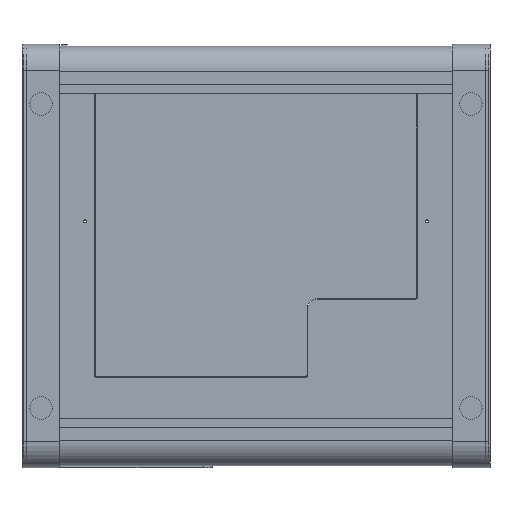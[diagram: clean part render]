
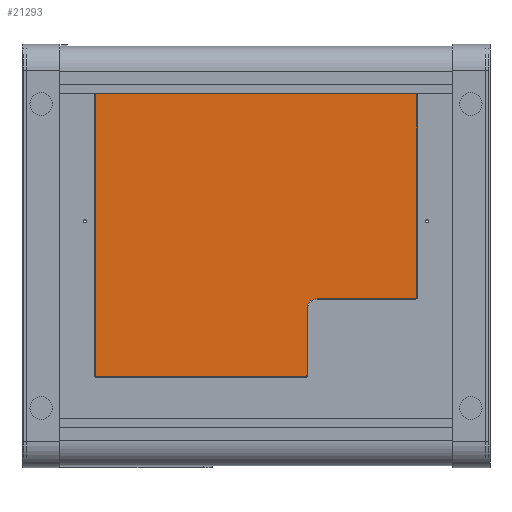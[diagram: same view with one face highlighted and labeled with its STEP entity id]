
A CAD part, front view. The second image highlights one B-rep face of the part: STEP entity #21293.
In plain terms, the highlighted planar face has unit normal (0, -1, 0).
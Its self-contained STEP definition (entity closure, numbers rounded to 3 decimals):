
#1042=PLANE('',#22598);
#1844=FACE_OUTER_BOUND('',#3076,.T.);
#3076=EDGE_LOOP('',(#15500,#15501,#15502,#15503,#15504,#15505,#15506,#15507,
#15508,#15509,#15510,#15511,#15512,#15513,#15514,#15515,#15516,#15517));
#4660=LINE('',#31466,#6908);
#4668=LINE('',#31483,#6916);
#4926=LINE('',#31952,#7174);
#4927=LINE('',#31956,#7175);
#4928=LINE('',#31965,#7176);
#4929=LINE('',#31969,#7177);
#4930=LINE('',#31973,#7178);
#4931=LINE('',#31979,#7179);
#6908=VECTOR('',#24989,1000.);
#6916=VECTOR('',#24999,1000.);
#7174=VECTOR('',#25457,1000.);
#7175=VECTOR('',#25460,1000.);
#7176=VECTOR('',#25469,1000.);
#7177=VECTOR('',#25472,1000.);
#7178=VECTOR('',#25475,1000.);
#7179=VECTOR('',#25482,1000.);
#8811=CIRCLE('',#22599,2.);
#8812=CIRCLE('',#22600,5.);
#8813=CIRCLE('',#22601,5.);
#8814=CIRCLE('',#22602,2.);
#8815=CIRCLE('',#22603,3.5);
#8816=CIRCLE('',#22604,2.5);
#8817=CIRCLE('',#22605,3.5);
#8818=CIRCLE('',#22606,13.);
#8819=CIRCLE('',#22607,3.5);
#8820=CIRCLE('',#22608,3.5);
#9896=VERTEX_POINT('',#31463);
#9897=VERTEX_POINT('',#31465);
#9904=VERTEX_POINT('',#31480);
#9905=VERTEX_POINT('',#31482);
#10013=VERTEX_POINT('',#31945);
#10016=VERTEX_POINT('',#31950);
#10017=VERTEX_POINT('',#31954);
#10018=VERTEX_POINT('',#31955);
#10019=VERTEX_POINT('',#31957);
#10020=VERTEX_POINT('',#31960);
#10021=VERTEX_POINT('',#31962);
#10022=VERTEX_POINT('',#31964);
#10023=VERTEX_POINT('',#31966);
#10024=VERTEX_POINT('',#31968);
#10025=VERTEX_POINT('',#31970);
#10026=VERTEX_POINT('',#31972);
#10027=VERTEX_POINT('',#31976);
#10028=VERTEX_POINT('',#31978);
#11957=EDGE_CURVE('',#9896,#9897,#4660,.T.);
#11965=EDGE_CURVE('',#9904,#9905,#4668,.T.);
#12223=EDGE_CURVE('',#10016,#10013,#4926,.T.);
#12224=EDGE_CURVE('',#10017,#10018,#4927,.T.);
#12225=EDGE_CURVE('',#10017,#10019,#8811,.T.);
#12226=EDGE_CURVE('',#10019,#10013,#8812,.T.);
#12227=EDGE_CURVE('',#10016,#10020,#8813,.T.);
#12228=EDGE_CURVE('',#10020,#10021,#8814,.T.);
#12229=EDGE_CURVE('',#10022,#10021,#4928,.T.);
#12230=EDGE_CURVE('',#10022,#10023,#8815,.T.);
#12231=EDGE_CURVE('',#10024,#10023,#4929,.T.);
#12232=EDGE_CURVE('',#10024,#10025,#8816,.T.);
#12233=EDGE_CURVE('',#10026,#10025,#4930,.T.);
#12234=EDGE_CURVE('',#10026,#9897,#8817,.T.);
#12235=EDGE_CURVE('',#9896,#9905,#8818,.T.);
#12236=EDGE_CURVE('',#9904,#10027,#8819,.T.);
#12237=EDGE_CURVE('',#10028,#10027,#4931,.T.);
#12238=EDGE_CURVE('',#10028,#10018,#8820,.T.);
#15500=ORIENTED_EDGE('',*,*,#12224,.F.);
#15501=ORIENTED_EDGE('',*,*,#12225,.T.);
#15502=ORIENTED_EDGE('',*,*,#12226,.T.);
#15503=ORIENTED_EDGE('',*,*,#12223,.F.);
#15504=ORIENTED_EDGE('',*,*,#12227,.T.);
#15505=ORIENTED_EDGE('',*,*,#12228,.T.);
#15506=ORIENTED_EDGE('',*,*,#12229,.F.);
#15507=ORIENTED_EDGE('',*,*,#12230,.T.);
#15508=ORIENTED_EDGE('',*,*,#12231,.F.);
#15509=ORIENTED_EDGE('',*,*,#12232,.T.);
#15510=ORIENTED_EDGE('',*,*,#12233,.F.);
#15511=ORIENTED_EDGE('',*,*,#12234,.T.);
#15512=ORIENTED_EDGE('',*,*,#11957,.F.);
#15513=ORIENTED_EDGE('',*,*,#12235,.T.);
#15514=ORIENTED_EDGE('',*,*,#11965,.F.);
#15515=ORIENTED_EDGE('',*,*,#12236,.T.);
#15516=ORIENTED_EDGE('',*,*,#12237,.F.);
#15517=ORIENTED_EDGE('',*,*,#12238,.T.);
#21293=ADVANCED_FACE('',(#1844),#1042,.F.);
#22598=AXIS2_PLACEMENT_3D('',#31953,#25458,#25459);
#22599=AXIS2_PLACEMENT_3D('',#31958,#25461,#25462);
#22600=AXIS2_PLACEMENT_3D('',#31959,#25463,#25464);
#22601=AXIS2_PLACEMENT_3D('',#31961,#25465,#25466);
#22602=AXIS2_PLACEMENT_3D('',#31963,#25467,#25468);
#22603=AXIS2_PLACEMENT_3D('',#31967,#25470,#25471);
#22604=AXIS2_PLACEMENT_3D('',#31971,#25473,#25474);
#22605=AXIS2_PLACEMENT_3D('',#31974,#25476,#25477);
#22606=AXIS2_PLACEMENT_3D('',#31975,#25478,#25479);
#22607=AXIS2_PLACEMENT_3D('',#31977,#25480,#25481);
#22608=AXIS2_PLACEMENT_3D('',#31980,#25483,#25484);
#24989=DIRECTION('',(0.,0.,-1.));
#24999=DIRECTION('',(-1.,0.,0.));
#25457=DIRECTION('',(1.,0.,0.));
#25458=DIRECTION('center_axis',(0.,1.,0.));
#25459=DIRECTION('ref_axis',(0.,0.,1.));
#25460=DIRECTION('',(-1.,0.,0.));
#25461=DIRECTION('center_axis',(0.,-1.,0.));
#25462=DIRECTION('ref_axis',(0.,0.,1.));
#25463=DIRECTION('center_axis',(0.,-1.,0.));
#25464=DIRECTION('ref_axis',(0.,0.,1.));
#25465=DIRECTION('center_axis',(0.,-1.,0.));
#25466=DIRECTION('ref_axis',(0.,0.,1.));
#25467=DIRECTION('center_axis',(0.,-1.,0.));
#25468=DIRECTION('ref_axis',(0.,0.,1.));
#25469=DIRECTION('',(-1.,0.,0.));
#25470=DIRECTION('center_axis',(0.,1.,0.));
#25471=DIRECTION('ref_axis',(0.,0.,1.));
#25472=DIRECTION('',(0.,0.,1.));
#25473=DIRECTION('center_axis',(0.,-1.,0.));
#25474=DIRECTION('ref_axis',(0.,0.,1.));
#25475=DIRECTION('',(-1.,0.,0.));
#25476=DIRECTION('center_axis',(0.,-1.,0.));
#25477=DIRECTION('ref_axis',(0.,0.,1.));
#25478=DIRECTION('center_axis',(0.,1.,0.));
#25479=DIRECTION('ref_axis',(0.,0.,1.));
#25480=DIRECTION('center_axis',(0.,-1.,0.));
#25481=DIRECTION('ref_axis',(0.,0.,1.));
#25482=DIRECTION('',(0.,0.,-1.));
#25483=DIRECTION('center_axis',(0.,1.,0.));
#25484=DIRECTION('ref_axis',(0.,0.,1.));
#31463=CARTESIAN_POINT('',(68.5,46.95,-69.98));
#31465=CARTESIAN_POINT('',(68.5,46.95,-157.48));
#31466=CARTESIAN_POINT('',(68.5,46.95,-56.98));
#31480=CARTESIAN_POINT('',(211.,46.95,-56.98));
#31482=CARTESIAN_POINT('',(81.5,46.95,-56.98));
#31483=CARTESIAN_POINT('',(241.,46.95,-56.98));
#31945=CARTESIAN_POINT('',(236.,46.95,279.85));
#31950=CARTESIAN_POINT('',(-236.,46.95,279.85));
#31952=CARTESIAN_POINT('',(-241.,46.95,279.85));
#31953=CARTESIAN_POINT('Origin',(0.,46.95,0.));
#31954=CARTESIAN_POINT('',(238.598,46.95,274.35));
#31955=CARTESIAN_POINT('',(218.,46.95,274.35));
#31956=CARTESIAN_POINT('',(214.5,46.95,274.35));
#31957=CARTESIAN_POINT('',(240.33,46.95,277.35));
#31958=CARTESIAN_POINT('Origin',(238.598,46.95,276.35));
#31959=CARTESIAN_POINT('Origin',(236.,46.95,274.85));
#31960=CARTESIAN_POINT('',(-240.33,46.95,277.35));
#31961=CARTESIAN_POINT('Origin',(-236.,46.95,274.85));
#31962=CARTESIAN_POINT('',(-238.598,46.95,274.35));
#31963=CARTESIAN_POINT('Origin',(-238.598,46.95,276.35));
#31964=CARTESIAN_POINT('',(-218.,46.95,274.35));
#31965=CARTESIAN_POINT('',(-241.,46.95,274.35));
#31966=CARTESIAN_POINT('',(-214.5,46.95,270.85));
#31967=CARTESIAN_POINT('Origin',(-218.,46.95,270.85));
#31968=CARTESIAN_POINT('',(-214.5,46.95,-158.48));
#31969=CARTESIAN_POINT('',(-214.5,46.95,274.35));
#31970=CARTESIAN_POINT('',(-212.,46.95,-160.98));
#31971=CARTESIAN_POINT('Origin',(-212.,46.95,-158.48));
#31972=CARTESIAN_POINT('',(65.,46.95,-160.98));
#31973=CARTESIAN_POINT('',(-214.5,46.95,-160.98));
#31974=CARTESIAN_POINT('Origin',(65.,46.95,-157.48));
#31975=CARTESIAN_POINT('Origin',(81.5,46.95,-69.98));
#31976=CARTESIAN_POINT('',(214.5,46.95,-53.48));
#31977=CARTESIAN_POINT('Origin',(211.,46.95,-53.48));
#31978=CARTESIAN_POINT('',(214.5,46.95,270.85));
#31979=CARTESIAN_POINT('',(214.5,46.95,-56.98));
#31980=CARTESIAN_POINT('Origin',(218.,46.95,270.85));
